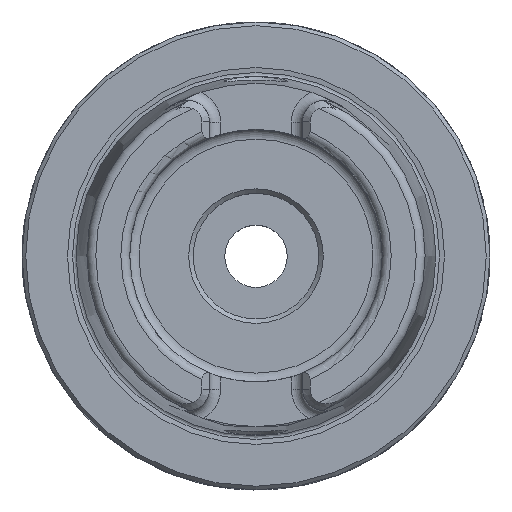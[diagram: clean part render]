
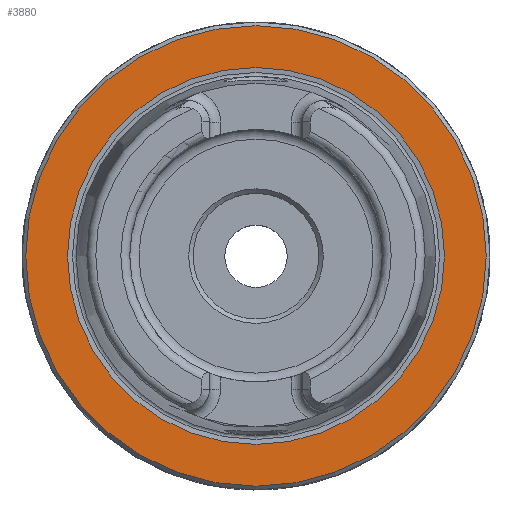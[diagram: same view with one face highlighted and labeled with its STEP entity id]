
A CAD part, top view. The second image highlights one B-rep face of the part: STEP entity #3880.
In plain terms, the highlighted planar face has unit normal (0, 0, 1).
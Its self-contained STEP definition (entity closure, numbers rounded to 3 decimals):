
#599=ORIENTED_EDGE('',*,*,#1244,.F.);
#600=ORIENTED_EDGE('',*,*,#1243,.T.);
#1243=EDGE_CURVE('',#1572,#1572,#1768,.T.);
#1244=EDGE_CURVE('',#1573,#1573,#1769,.T.);
#1572=VERTEX_POINT('',#5877);
#1573=VERTEX_POINT('',#5880);
#1768=CIRCLE('',#4147,31.);
#1769=CIRCLE('',#4149,25.373);
#1957=EDGE_LOOP('',(#599));
#1958=EDGE_LOOP('',(#600));
#2252=FACE_BOUND('',#1957,.T.);
#2253=FACE_BOUND('',#1958,.T.);
#2467=PLANE('',#4148);
#3880=ADVANCED_FACE('',(#2252,#2253),#2467,.T.);
#4147=AXIS2_PLACEMENT_3D('',#5876,#4651,#4652);
#4148=AXIS2_PLACEMENT_3D('',#5878,#4653,#4654);
#4149=AXIS2_PLACEMENT_3D('',#5879,#4655,#4656);
#4651=DIRECTION('',(0.,0.,1.));
#4652=DIRECTION('',(1.,0.,0.));
#4653=DIRECTION('',(0.,0.,1.));
#4654=DIRECTION('',(1.,0.,0.));
#4655=DIRECTION('',(0.,0.,1.));
#4656=DIRECTION('',(1.,0.,0.));
#5876=CARTESIAN_POINT('',(0.,0.,0.));
#5877=CARTESIAN_POINT('',(31.,0.,0.));
#5878=CARTESIAN_POINT('',(31.,0.,0.));
#5879=CARTESIAN_POINT('',(0.,0.,0.));
#5880=CARTESIAN_POINT('',(25.373,0.,0.));
